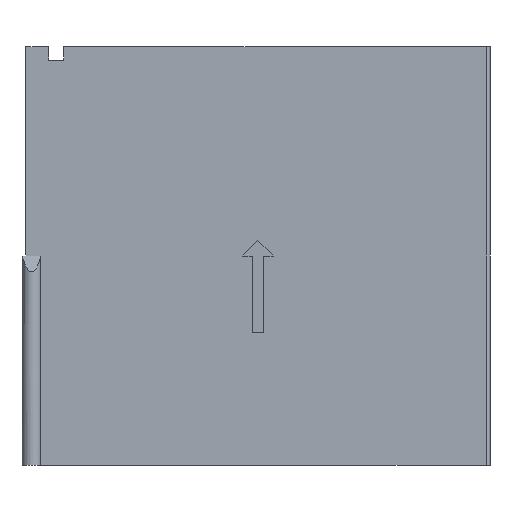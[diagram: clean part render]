
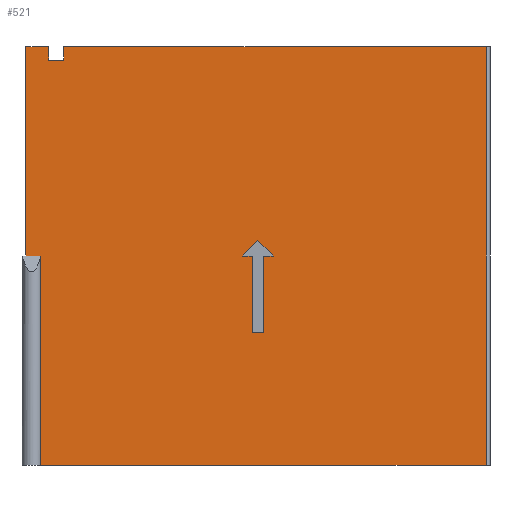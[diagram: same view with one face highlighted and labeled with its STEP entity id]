
A CAD part, left-side view. The second image highlights one B-rep face of the part: STEP entity #521.
In plain terms, the highlighted planar face has unit normal (-1, 0, 0).
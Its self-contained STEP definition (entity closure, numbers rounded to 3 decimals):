
#46=DIRECTION('',(0.,1.,0.));
#47=VECTOR('',#46,3.);
#48=CARTESIAN_POINT('',(0.,-1.5,-20.));
#49=LINE('',#48,#47);
#50=DIRECTION('',(0.,0.,-1.));
#51=VECTOR('',#50,20.);
#52=CARTESIAN_POINT('',(0.,-1.5,0.));
#53=LINE('',#52,#51);
#54=DIRECTION('',(0.,1.,0.));
#55=VECTOR('',#54,2.5);
#56=CARTESIAN_POINT('',(0.,-4.,0.));
#57=LINE('',#56,#55);
#58=DIRECTION('',(0.,-0.707,-0.707));
#59=VECTOR('',#58,5.657);
#60=CARTESIAN_POINT('',(0.,0.,4.));
#61=LINE('',#60,#59);
#62=DIRECTION('',(0.,-0.707,0.707));
#63=VECTOR('',#62,5.657);
#64=CARTESIAN_POINT('',(0.,4.,0.));
#65=LINE('',#64,#63);
#66=DIRECTION('',(0.,1.,0.));
#67=VECTOR('',#66,2.5);
#68=CARTESIAN_POINT('',(0.,1.5,0.));
#69=LINE('',#68,#67);
#70=DIRECTION('',(0.,0.,1.));
#71=VECTOR('',#70,20.);
#72=CARTESIAN_POINT('',(0.,1.5,-20.));
#73=LINE('',#72,#71);
#74=DIRECTION('',(0.,0.,1.));
#75=VECTOR('',#74,110.);
#76=CARTESIAN_POINT('',(0.,-60.,-55.));
#77=LINE('',#76,#75);
#78=DIRECTION('',(0.,1.,0.));
#79=VECTOR('',#78,117.209);
#80=CARTESIAN_POINT('',(0.,-60.,-55.));
#81=LINE('',#80,#79);
#82=DIRECTION('',(0.,0.,1.));
#83=VECTOR('',#82,55.);
#84=CARTESIAN_POINT('',(0.,57.209,-55.));
#85=LINE('',#84,#83);
#86=DIRECTION('',(0.,-1.,0.));
#87=VECTOR('',#86,3.791);
#88=CARTESIAN_POINT('',(0.,61.,0.));
#89=LINE('',#88,#87);
#90=DIRECTION('',(0.,0.,1.));
#91=VECTOR('',#90,55.);
#92=CARTESIAN_POINT('',(0.,61.,0.));
#93=LINE('',#92,#91);
#94=DIRECTION('',(0.,-1.,0.));
#95=VECTOR('',#94,6.);
#96=CARTESIAN_POINT('',(0.,61.,55.));
#97=LINE('',#96,#95);
#98=DIRECTION('',(0.,0.,-1.));
#99=VECTOR('',#98,3.5);
#100=CARTESIAN_POINT('',(0.,55.,55.));
#101=LINE('',#100,#99);
#102=DIRECTION('',(0.,1.,0.));
#103=VECTOR('',#102,4.);
#104=CARTESIAN_POINT('',(0.,51.,51.5));
#105=LINE('',#104,#103);
#106=DIRECTION('',(0.,0.,-1.));
#107=VECTOR('',#106,3.5);
#108=CARTESIAN_POINT('',(0.,51.,55.));
#109=LINE('',#108,#107);
#110=DIRECTION('',(0.,-1.,0.));
#111=VECTOR('',#110,111.);
#112=CARTESIAN_POINT('',(0.,51.,55.));
#113=LINE('',#112,#111);
#378=CARTESIAN_POINT('',(0.,61.,55.));
#380=VERTEX_POINT('',#378);
#424=CARTESIAN_POINT('',(0.,1.5,-20.));
#425=VERTEX_POINT('',#424);
#426=CARTESIAN_POINT('',(0.,1.5,0.));
#427=VERTEX_POINT('',#426);
#428=CARTESIAN_POINT('',(0.,4.,0.));
#429=VERTEX_POINT('',#428);
#430=CARTESIAN_POINT('',(0.,0.,4.));
#431=VERTEX_POINT('',#430);
#432=CARTESIAN_POINT('',(0.,-4.,0.));
#433=VERTEX_POINT('',#432);
#434=CARTESIAN_POINT('',(0.,-1.5,0.));
#435=VERTEX_POINT('',#434);
#436=CARTESIAN_POINT('',(0.,57.209,-55.));
#438=VERTEX_POINT('',#436);
#440=CARTESIAN_POINT('',(0.,51.,55.));
#441=CARTESIAN_POINT('',(0.,51.,51.5));
#442=VERTEX_POINT('',#440);
#443=VERTEX_POINT('',#441);
#444=CARTESIAN_POINT('',(0.,55.,51.5));
#445=VERTEX_POINT('',#444);
#446=CARTESIAN_POINT('',(0.,55.,55.));
#447=VERTEX_POINT('',#446);
#456=CARTESIAN_POINT('',(0.,-1.5,-20.));
#457=VERTEX_POINT('',#456);
#458=CARTESIAN_POINT('',(0.,61.,0.));
#459=CARTESIAN_POINT('',(0.,57.209,0.));
#460=VERTEX_POINT('',#458);
#461=VERTEX_POINT('',#459);
#470=CARTESIAN_POINT('',(0.,-60.,-55.));
#472=VERTEX_POINT('',#470);
#474=CARTESIAN_POINT('',(0.,-60.,55.));
#475=VERTEX_POINT('',#474);
#478=CARTESIAN_POINT('',(0.,0.,0.));
#479=DIRECTION('',(1.,0.,0.));
#480=DIRECTION('',(0.,-1.,0.));
#481=AXIS2_PLACEMENT_3D('',#478,#479,#480);
#482=PLANE('',#481);
#484=ORIENTED_EDGE('',*,*,#483,.F.);
#486=ORIENTED_EDGE('',*,*,#485,.T.);
#488=ORIENTED_EDGE('',*,*,#487,.T.);
#490=ORIENTED_EDGE('',*,*,#489,.F.);
#492=ORIENTED_EDGE('',*,*,#491,.T.);
#494=ORIENTED_EDGE('',*,*,#493,.T.);
#496=ORIENTED_EDGE('',*,*,#495,.T.);
#498=ORIENTED_EDGE('',*,*,#497,.F.);
#500=ORIENTED_EDGE('',*,*,#499,.F.);
#502=ORIENTED_EDGE('',*,*,#501,.T.);
#503=EDGE_LOOP('',(#484,#486,#488,#490,#492,#494,#496,#498,#500,#502));
#504=FACE_OUTER_BOUND('',#503,.F.);
#506=ORIENTED_EDGE('',*,*,#505,.F.);
#508=ORIENTED_EDGE('',*,*,#507,.F.);
#510=ORIENTED_EDGE('',*,*,#509,.F.);
#512=ORIENTED_EDGE('',*,*,#511,.F.);
#514=ORIENTED_EDGE('',*,*,#513,.F.);
#516=ORIENTED_EDGE('',*,*,#515,.F.);
#518=ORIENTED_EDGE('',*,*,#517,.F.);
#519=EDGE_LOOP('',(#506,#508,#510,#512,#514,#516,#518));
#520=FACE_BOUND('',#519,.F.);
#521=ADVANCED_FACE('',(#504,#520),#482,.F.);
#483=EDGE_CURVE('',#472,#475,#77,.T.);
#485=EDGE_CURVE('',#472,#438,#81,.T.);
#487=EDGE_CURVE('',#438,#461,#85,.T.);
#489=EDGE_CURVE('',#460,#461,#89,.T.);
#491=EDGE_CURVE('',#460,#380,#93,.T.);
#493=EDGE_CURVE('',#380,#447,#97,.T.);
#495=EDGE_CURVE('',#447,#445,#101,.T.);
#497=EDGE_CURVE('',#443,#445,#105,.T.);
#499=EDGE_CURVE('',#442,#443,#109,.T.);
#501=EDGE_CURVE('',#442,#475,#113,.T.);
#505=EDGE_CURVE('',#457,#425,#49,.T.);
#507=EDGE_CURVE('',#435,#457,#53,.T.);
#509=EDGE_CURVE('',#433,#435,#57,.T.);
#511=EDGE_CURVE('',#431,#433,#61,.T.);
#513=EDGE_CURVE('',#429,#431,#65,.T.);
#515=EDGE_CURVE('',#427,#429,#69,.T.);
#517=EDGE_CURVE('',#425,#427,#73,.T.);
